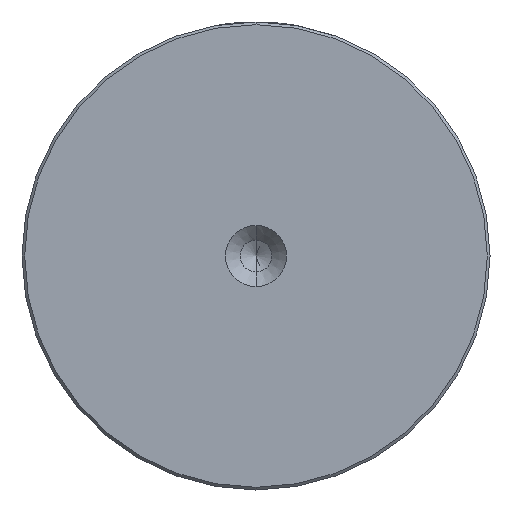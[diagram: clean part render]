
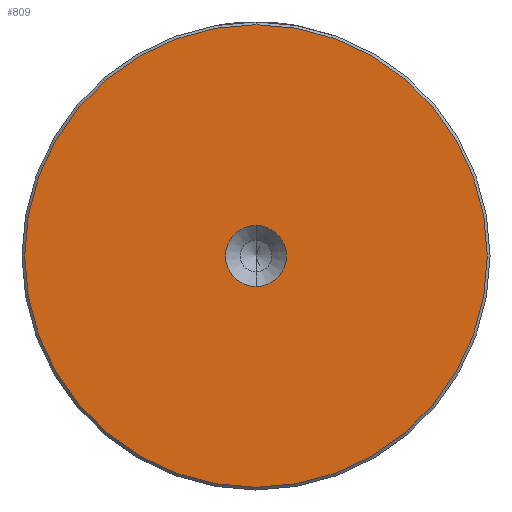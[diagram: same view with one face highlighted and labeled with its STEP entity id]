
A CAD part, left-side view. The second image highlights one B-rep face of the part: STEP entity #809.
In plain terms, the highlighted planar face has unit normal (-1, 0, 0).
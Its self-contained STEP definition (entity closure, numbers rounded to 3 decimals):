
#19 = CARTESIAN_POINT ( 'NONE',  ( 0., 0., -5.6 ) ) ;
#52 = CIRCLE ( 'NONE', #1849, 42.5 ) ;
#100 = VERTEX_POINT ( 'NONE', #1776 ) ;
#156 = CARTESIAN_POINT ( 'NONE',  ( 0., 0., -42.5 ) ) ;
#242 = EDGE_LOOP ( 'NONE', ( #277, #1773 ) ) ;
#277 = ORIENTED_EDGE ( 'NONE', *, *, #1370, .T. ) ;
#359 = CARTESIAN_POINT ( 'NONE',  ( 0., 0., 42.5 ) ) ;
#361 = AXIS2_PLACEMENT_3D ( 'NONE', #2328, #2323, #2299 ) ;
#460 = ORIENTED_EDGE ( 'NONE', *, *, #520, .F. ) ;
#486 = CARTESIAN_POINT ( 'NONE',  ( 0., 0., 0. ) ) ;
#518 = VERTEX_POINT ( 'NONE', #156 ) ;
#520 = EDGE_CURVE ( 'NONE', #100, #2120, #1787, .T. ) ;
#584 = AXIS2_PLACEMENT_3D ( 'NONE', #2283, #1931, #1896 ) ;
#608 = CARTESIAN_POINT ( 'NONE',  ( 0., 0., 0. ) ) ;
#613 = DIRECTION ( 'NONE',  ( -1., 0., 0. ) ) ;
#698 = DIRECTION ( 'NONE',  ( 0., 0., 1. ) ) ;
#807 = DIRECTION ( 'NONE',  ( 0., 0., 1. ) ) ;
#809 = ADVANCED_FACE ( 'NONE', ( #1235, #1286 ), #2475, .T. ) ;
#903 = AXIS2_PLACEMENT_3D ( 'NONE', #486, #1864, #698 ) ;
#945 = CIRCLE ( 'NONE', #2470, 5.6 ) ;
#1038 = CIRCLE ( 'NONE', #903, 42.5 ) ;
#1235 = FACE_OUTER_BOUND ( 'NONE', #242, .T. ) ;
#1286 = FACE_BOUND ( 'NONE', #1485, .T. ) ;
#1370 = EDGE_CURVE ( 'NONE', #518, #1658, #1038, .T. ) ;
#1386 = ORIENTED_EDGE ( 'NONE', *, *, #1488, .F. ) ;
#1485 = EDGE_LOOP ( 'NONE', ( #460, #1386 ) ) ;
#1488 = EDGE_CURVE ( 'NONE', #2120, #100, #945, .T. ) ;
#1658 = VERTEX_POINT ( 'NONE', #359 ) ;
#1773 = ORIENTED_EDGE ( 'NONE', *, *, #2055, .T. ) ;
#1776 = CARTESIAN_POINT ( 'NONE',  ( 0., 0., 5.6 ) ) ;
#1784 = CARTESIAN_POINT ( 'NONE',  ( 0., 0., 0. ) ) ;
#1787 = CIRCLE ( 'NONE', #361, 5.6 ) ;
#1849 = AXIS2_PLACEMENT_3D ( 'NONE', #608, #1980, #807 ) ;
#1864 = DIRECTION ( 'NONE',  ( -1., 0., 0. ) ) ;
#1896 = DIRECTION ( 'NONE',  ( 0., 0., 1. ) ) ;
#1931 = DIRECTION ( 'NONE',  ( -1., 0., 0. ) ) ;
#1980 = DIRECTION ( 'NONE',  ( -1., 0., 0. ) ) ;
#1989 = DIRECTION ( 'NONE',  ( 0., 0., 1. ) ) ;
#2055 = EDGE_CURVE ( 'NONE', #1658, #518, #52, .T. ) ;
#2120 = VERTEX_POINT ( 'NONE', #19 ) ;
#2283 = CARTESIAN_POINT ( 'NONE',  ( 0., 0., 0. ) ) ;
#2299 = DIRECTION ( 'NONE',  ( 0., 0., 1. ) ) ;
#2323 = DIRECTION ( 'NONE',  ( -1., 0., 0. ) ) ;
#2328 = CARTESIAN_POINT ( 'NONE',  ( 0., 0., 0. ) ) ;
#2470 = AXIS2_PLACEMENT_3D ( 'NONE', #1784, #613, #1989 ) ;
#2475 = PLANE ( 'NONE',  #584 ) ;
